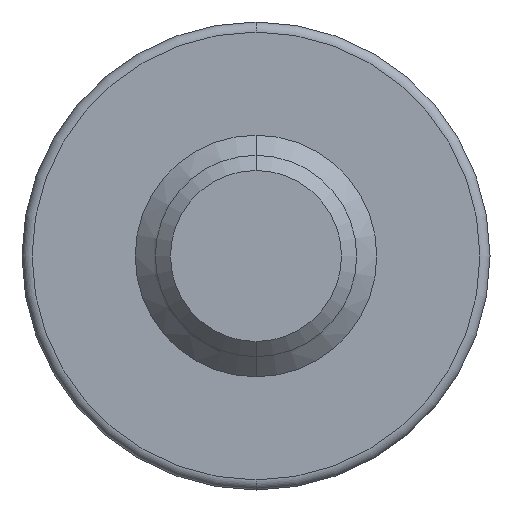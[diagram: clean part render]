
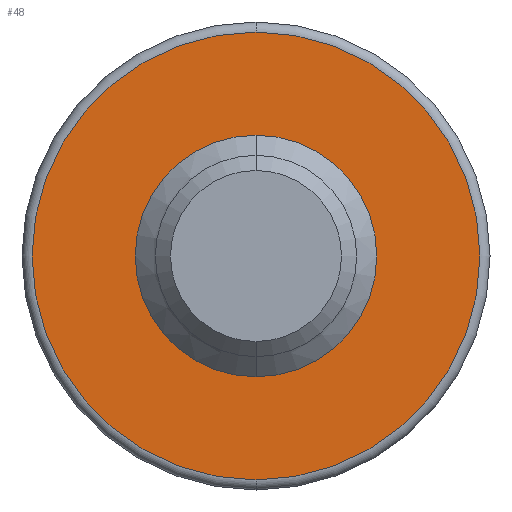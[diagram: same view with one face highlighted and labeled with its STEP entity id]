
A CAD part, front view. The second image highlights one B-rep face of the part: STEP entity #48.
In plain terms, the highlighted planar face has unit normal (0, -1, 0).
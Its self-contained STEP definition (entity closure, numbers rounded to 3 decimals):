
#6 = CARTESIAN_POINT ( 'NONE',  ( 0., 33., -2.4 ) ) ;
#47 = DIRECTION ( 'NONE',  ( 0., 0., -1. ) ) ;
#48 = ADVANCED_FACE ( 'NONE', ( #951, #199 ), #56, .T. ) ;
#56 = PLANE ( 'NONE',  #482 ) ;
#94 = EDGE_CURVE ( 'NONE', #620, #388, #422, .T. ) ;
#102 = CARTESIAN_POINT ( 'NONE',  ( 0., 33., 0. ) ) ;
#111 = AXIS2_PLACEMENT_3D ( 'NONE', #518, #447, #893 ) ;
#151 = EDGE_CURVE ( 'NONE', #349, #617, #832, .T. ) ;
#199 = FACE_BOUND ( 'NONE', #372, .T. ) ;
#203 = DIRECTION ( 'NONE',  ( 0., 0., -1. ) ) ;
#235 = CIRCLE ( 'NONE', #941, 4.45 ) ;
#238 = DIRECTION ( 'NONE',  ( 0., 0., -1. ) ) ;
#242 = DIRECTION ( 'NONE',  ( 0., 1., 0. ) ) ;
#264 = AXIS2_PLACEMENT_3D ( 'NONE', #102, #242, #238 ) ;
#287 = EDGE_CURVE ( 'NONE', #617, #349, #343, .T. ) ;
#324 = ORIENTED_EDGE ( 'NONE', *, *, #930, .T. ) ;
#343 = CIRCLE ( 'NONE', #264, 2.4 ) ;
#349 = VERTEX_POINT ( 'NONE', #547 ) ;
#372 = EDGE_LOOP ( 'NONE', ( #718, #585 ) ) ;
#388 = VERTEX_POINT ( 'NONE', #705 ) ;
#389 = ORIENTED_EDGE ( 'NONE', *, *, #94, .T. ) ;
#422 = CIRCLE ( 'NONE', #703, 4.45 ) ;
#447 = DIRECTION ( 'NONE',  ( 0., 1., 0. ) ) ;
#450 = CARTESIAN_POINT ( 'NONE',  ( 0., 33., -4.45 ) ) ;
#482 = AXIS2_PLACEMENT_3D ( 'NONE', #498, #858, #203 ) ;
#487 = CARTESIAN_POINT ( 'NONE',  ( 0., 33., 0. ) ) ;
#498 = CARTESIAN_POINT ( 'NONE',  ( 1.7, 33., 0. ) ) ;
#518 = CARTESIAN_POINT ( 'NONE',  ( 0., 33., 0. ) ) ;
#547 = CARTESIAN_POINT ( 'NONE',  ( 0., 33., 2.4 ) ) ;
#585 = ORIENTED_EDGE ( 'NONE', *, *, #287, .T. ) ;
#617 = VERTEX_POINT ( 'NONE', #6 ) ;
#620 = VERTEX_POINT ( 'NONE', #450 ) ;
#682 = EDGE_LOOP ( 'NONE', ( #389, #324 ) ) ;
#703 = AXIS2_PLACEMENT_3D ( 'NONE', #487, #713, #864 ) ;
#704 = CARTESIAN_POINT ( 'NONE',  ( 0., 33., 0. ) ) ;
#705 = CARTESIAN_POINT ( 'NONE',  ( 0., 33., 4.45 ) ) ;
#713 = DIRECTION ( 'NONE',  ( 0., -1., 0. ) ) ;
#718 = ORIENTED_EDGE ( 'NONE', *, *, #151, .T. ) ;
#832 = CIRCLE ( 'NONE', #111, 2.4 ) ;
#858 = DIRECTION ( 'NONE',  ( 0., -1., 0. ) ) ;
#864 = DIRECTION ( 'NONE',  ( 0., 0., -1. ) ) ;
#872 = DIRECTION ( 'NONE',  ( 0., -1., 0. ) ) ;
#893 = DIRECTION ( 'NONE',  ( 0., 0., -1. ) ) ;
#930 = EDGE_CURVE ( 'NONE', #388, #620, #235, .T. ) ;
#941 = AXIS2_PLACEMENT_3D ( 'NONE', #704, #872, #47 ) ;
#951 = FACE_OUTER_BOUND ( 'NONE', #682, .T. ) ;
